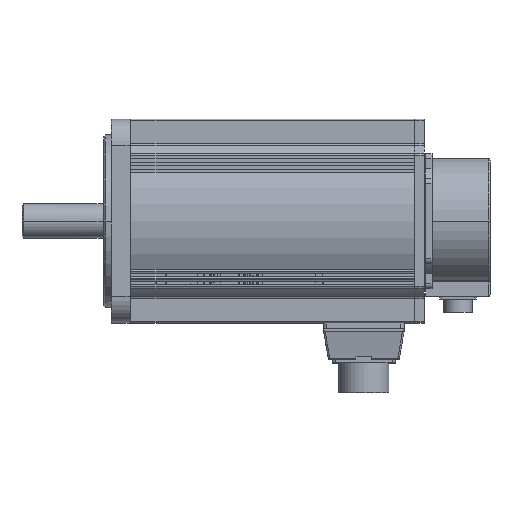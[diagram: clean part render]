
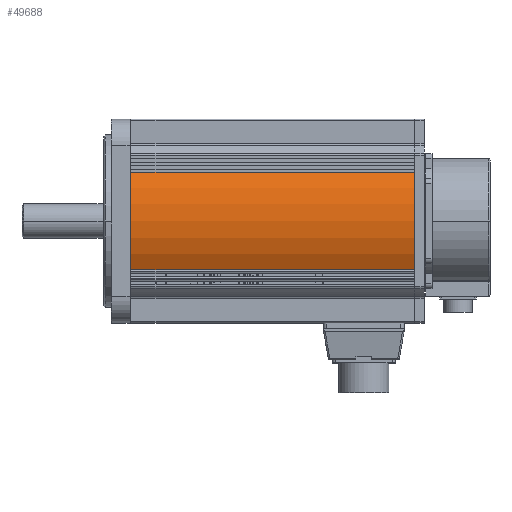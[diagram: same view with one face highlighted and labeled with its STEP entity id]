
A CAD part, top view. The second image highlights one B-rep face of the part: STEP entity #49688.
In plain terms, the highlighted cylindrical face has radius 65 mm (diameter 130 mm), a partial arc.
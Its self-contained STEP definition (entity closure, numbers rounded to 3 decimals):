
#1249 = VERTEX_POINT ( 'NONE', #47888 ) ;
#2230 = CARTESIAN_POINT ( 'NONE',  ( 250.6, 0., 0. ) ) ;
#2961 = AXIS2_PLACEMENT_3D ( 'NONE', #2230, #120985, #145733 ) ;
#4838 = DIRECTION ( 'NONE',  ( -1., 0., 0. ) ) ;
#11585 = CARTESIAN_POINT ( 'NONE',  ( 250.6, 0., 0. ) ) ;
#15619 = EDGE_CURVE ( 'NONE', #41941, #1249, #52062, .T. ) ;
#17163 = VECTOR ( 'NONE', #49600, 1000. ) ;
#21729 = DIRECTION ( 'NONE',  ( 0., 1., 0. ) ) ;
#23330 = EDGE_CURVE ( 'NONE', #54995, #41941, #126922, .T. ) ;
#28166 = LINE ( 'NONE', #124237, #118657 ) ;
#32536 = CARTESIAN_POINT ( 'NONE',  ( 250.6, -31., 57.131 ) ) ;
#32975 = EDGE_LOOP ( 'NONE', ( #151769, #165844, #98974, #128490 ) ) ;
#38426 = DIRECTION ( 'NONE',  ( 1., 0., 0. ) ) ;
#40411 = CARTESIAN_POINT ( 'NONE',  ( 69.5, 31., 57.131 ) ) ;
#41941 = VERTEX_POINT ( 'NONE', #32536 ) ;
#47888 = CARTESIAN_POINT ( 'NONE',  ( 69.5, -31., 57.131 ) ) ;
#49077 = AXIS2_PLACEMENT_3D ( 'NONE', #165971, #49160, #21729 ) ;
#49160 = DIRECTION ( 'NONE',  ( 1., 0., 0. ) ) ;
#49600 = DIRECTION ( 'NONE',  ( -1., 0., 0. ) ) ;
#49688 = ADVANCED_FACE ( 'NONE', ( #116415 ), #77251, .T. ) ;
#52062 = LINE ( 'NONE', #149708, #17163 ) ;
#54995 = VERTEX_POINT ( 'NONE', #85565 ) ;
#77251 = CYLINDRICAL_SURFACE ( 'NONE', #2961, 65. ) ;
#85565 = CARTESIAN_POINT ( 'NONE',  ( 250.6, 31., 57.131 ) ) ;
#94315 = VERTEX_POINT ( 'NONE', #40411 ) ;
#94844 = EDGE_CURVE ( 'NONE', #54995, #94315, #28166, .T. ) ;
#95599 = EDGE_CURVE ( 'NONE', #94315, #1249, #134784, .T. ) ;
#98974 = ORIENTED_EDGE ( 'NONE', *, *, #23330, .F. ) ;
#104040 = DIRECTION ( 'NONE',  ( 0., 1., 0. ) ) ;
#116415 = FACE_OUTER_BOUND ( 'NONE', #32975, .T. ) ;
#118657 = VECTOR ( 'NONE', #4838, 1000. ) ;
#120985 = DIRECTION ( 'NONE',  ( -1., 0., 0. ) ) ;
#124237 = CARTESIAN_POINT ( 'NONE',  ( 250.6, 31., 57.131 ) ) ;
#126922 = CIRCLE ( 'NONE', #159025, 65. ) ;
#128490 = ORIENTED_EDGE ( 'NONE', *, *, #94844, .T. ) ;
#134784 = CIRCLE ( 'NONE', #49077, 65. ) ;
#145733 = DIRECTION ( 'NONE',  ( 0., -1., 0. ) ) ;
#149708 = CARTESIAN_POINT ( 'NONE',  ( 250.6, -31., 57.131 ) ) ;
#151769 = ORIENTED_EDGE ( 'NONE', *, *, #95599, .T. ) ;
#159025 = AXIS2_PLACEMENT_3D ( 'NONE', #11585, #38426, #104040 ) ;
#165844 = ORIENTED_EDGE ( 'NONE', *, *, #15619, .F. ) ;
#165971 = CARTESIAN_POINT ( 'NONE',  ( 69.5, 0., 0. ) ) ;
